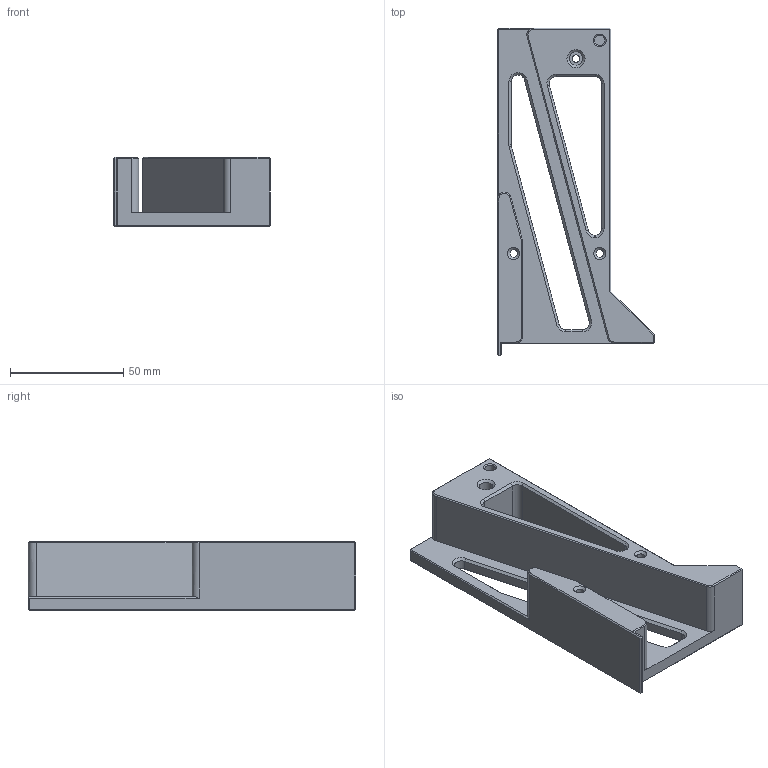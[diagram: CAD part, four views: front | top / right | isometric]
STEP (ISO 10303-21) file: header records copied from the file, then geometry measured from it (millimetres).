
FILE_DESCRIPTION(/* description */ (''),/* implementation_level */ '2;1');
FILE_NAME(/* name */ 'Upper Frame Mount v14.step',/* time_stamp */ '2025-09-15T10:51:18-04:00',/* author */ (''),/* organization */ (''),/* preprocessor_version */ 'ST-DEVELOPER v20.1',/* originating_system */ 'Autodesk Translation Framework v14.17.0.0',/* authorisation */ '');
FILE_SCHEMA (('AUTOMOTIVE_DESIGN { 1 0 10303 214 3 1 1 }'));
Length unit declared in the file: millimetre
Products named in the file (1): Upper Frame Mount
Bounding box: 69.2 x 144.5 x 30.5 mm (x, y, z)
Volume: 90430.7 mm3; surface area: 31486.7 mm2
Topology: 1 solids, 1 shells, 125 faces, 275 edges, 155 vertices
Faces by surface type: plane 79, cone 28, cylinder 18
Full cylindrical faces by diameter (mm): 3.4 x3, 4.6 x2, 6 x1
Entity records: 3368 total; most frequent: DIRECTION 593, CARTESIAN_POINT 556, ORIENTED_EDGE 550, EDGE_CURVE 275, LINE 209, VECTOR 209, AXIS2_PLACEMENT_3D 192, VERTEX_POINT 155
